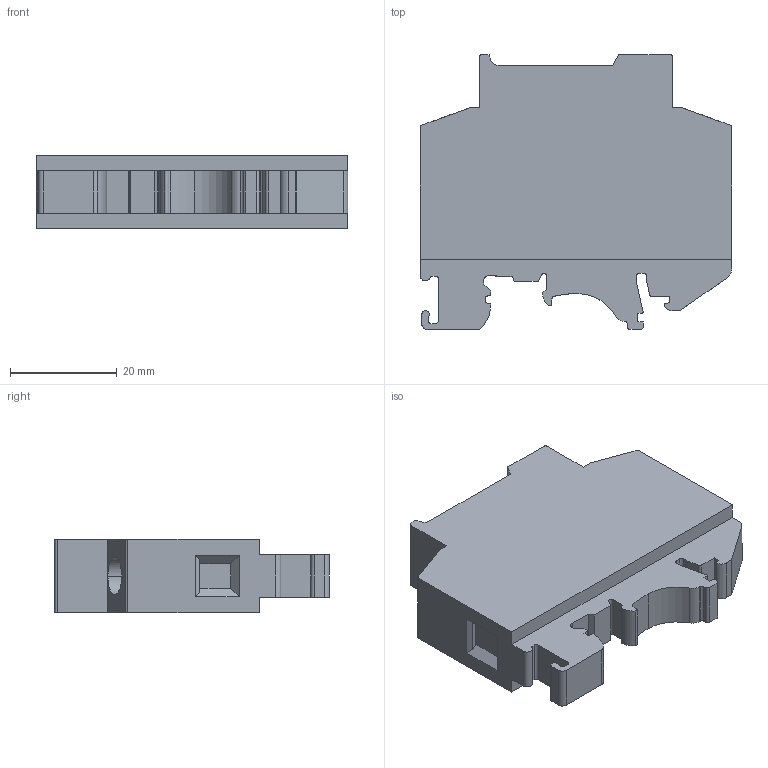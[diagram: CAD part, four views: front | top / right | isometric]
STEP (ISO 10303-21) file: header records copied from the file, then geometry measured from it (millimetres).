
FILE_DESCRIPTION((''),'2;1');
FILE_NAME('UTD-4RD','2024-07-03T',('dell'),(''),'PRO/ENGINEER BY PARAMETRIC TECHNOLOGY CORPORATION, 2013230','PRO/ENGINEER BY PARAMETRIC TECHNOLOGY CORPORATION, 2013230','');
FILE_SCHEMA(('AUTOMOTIVE_DESIGN { 1 0 10303 214 1 1 1 1 }'));
Length unit declared in the file: millimetre
Products named in the file (1): UTD-4RD
Bounding box: 58.4 x 51.5 x 13.8 mm (x, y, z)
Volume: 29947.3 mm3; surface area: 8142.2 mm2
Topology: 1 solids, 1 shells, 109 faces, 322 edges, 215 vertices
Faces by surface type: plane 71, cylinder 38
Entity records: 3760 total; most frequent: CARTESIAN_POINT 688, ORIENTED_EDGE 636, DIRECTION 611, EDGE_CURVE 318, VECTOR 235, LINE 235, VERTEX_POINT 214, AXIS2_PLACEMENT_3D 188
